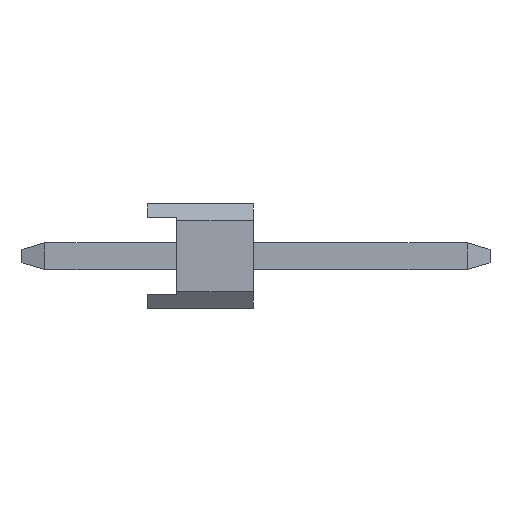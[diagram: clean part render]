
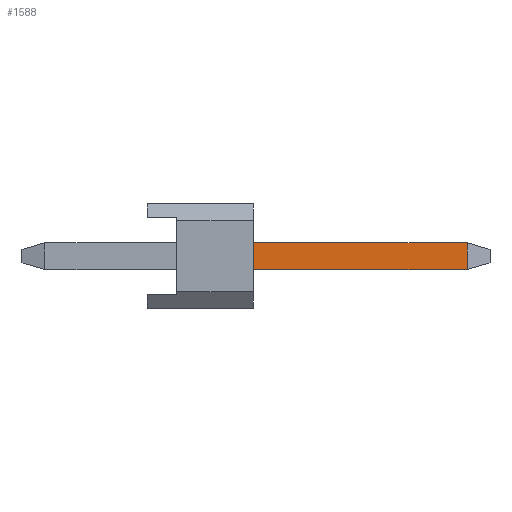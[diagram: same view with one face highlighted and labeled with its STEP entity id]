
A CAD part, left-side view. The second image highlights one B-rep face of the part: STEP entity #1588.
In plain terms, the highlighted planar face has unit normal (-1, 0, 0).
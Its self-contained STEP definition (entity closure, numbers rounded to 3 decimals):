
#1588=ADVANCED_FACE('',(#4667),#4668,.T.);
#2346=VERTEX_POINT('',#5512);
#3760=VERTEX_POINT('',#7070);
#4048=VERTEX_POINT('',#7384);
#4050=EDGE_CURVE('',#4254,#3760,#7386,.T.);
#4066=EDGE_CURVE('',#2346,#4048,#7403,.T.);
#4136=EDGE_CURVE('',#3760,#2346,#7479,.T.);
#4228=EDGE_CURVE('',#4048,#4254,#7588,.T.);
#4254=VERTEX_POINT('',#7617);
#4667=FACE_OUTER_BOUND('',#8070,.T.);
#4668=PLANE('',#8071);
#5512=CARTESIAN_POINT('',(-11.75,-2.54,-0.32));
#7070=CARTESIAN_POINT('',(-11.75,-7.654,-0.32));
#7384=CARTESIAN_POINT('',(-11.75,-2.54,0.32));
#7386=LINE('',#12000,#12001);
#7403=LINE('',#12025,#12026);
#7479=LINE('',#12149,#12150);
#7588=LINE('',#12298,#12299);
#7617=CARTESIAN_POINT('',(-11.75,-7.654,0.32));
#8070=EDGE_LOOP('',(#12931,#12932,#12933,#12934));
#8071=AXIS2_PLACEMENT_3D('',#12935,#12936,#12937);
#12000=CARTESIAN_POINT('',(-11.75,-7.654,0.5));
#12001=VECTOR('',#15693,1.0);
#12025=CARTESIAN_POINT('',(-11.75,-2.54,0.252));
#12026=VECTOR('',#15705,1.0);
#12149=CARTESIAN_POINT('',(-11.75,2.454,-0.32));
#12150=VECTOR('',#15779,1.0);
#12298=CARTESIAN_POINT('',(-11.75,-2.6,0.32));
#12299=VECTOR('',#15969,1.0);
#12931=ORIENTED_EDGE('',*,*,#4066,.F.);
#12932=ORIENTED_EDGE('',*,*,#4136,.F.);
#12933=ORIENTED_EDGE('',*,*,#4050,.F.);
#12934=ORIENTED_EDGE('',*,*,#4228,.F.);
#12935=CARTESIAN_POINT('',(-11.75,2.454,0.5));
#12936=DIRECTION('',(-1.0,0.,0.));
#12937=DIRECTION('',(0.,1.0,0.));
#15693=DIRECTION('',(0.0,0.,-1.0));
#15705=DIRECTION('',(0.,0.,1.0));
#15779=DIRECTION('',(0.,1.0,0.));
#15969=DIRECTION('',(0.,-1.0,0.));
